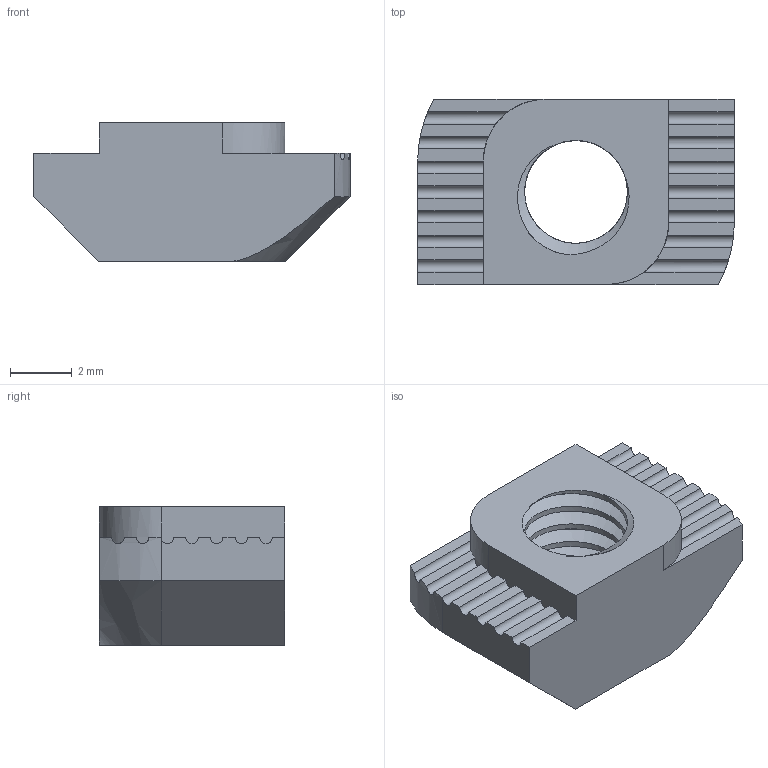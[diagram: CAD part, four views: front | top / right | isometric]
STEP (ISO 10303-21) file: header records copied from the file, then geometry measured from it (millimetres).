
FILE_DESCRIPTION(/* description */ (''),/* implementation_level */ '2;1');
FILE_NAME(/* name */ 'JAL- M4 T-Nut for 2020 extrusion.step',/* time_stamp */ '2021-03-27T15:18:30-06:00',/* author */ (''),/* organization */ (''),/* preprocessor_version */ 'ST-DEVELOPER v18.1',/* originating_system */ 'Autodesk Translation Framework v9.10.0.1330',/* authorisation */ '');
FILE_SCHEMA (('AUTOMOTIVE_DESIGN { 1 0 10303 214 3 1 1 }'));
Length unit declared in the file: millimetre
Products named in the file (2): M4 T-Nut for 2020 extrusion; M4 T-Nut for 2020 extrusion_1
Assembly tree (1 placements, depth 2):
  M4 T-Nut for 2020 extrusion
    M4 T-Nut for 2020 extrusion_1
Bounding box: 10.25 x 6 x 4.5 mm (x, y, z)
Volume: 170.9 mm3; surface area: 301.2 mm2
Topology: 1 solids, 1 shells, 63 faces, 177 edges, 116 vertices
Faces by surface type: cylinder 33, plane 26, bspline 2, cone 2
Full cylindrical faces by diameter (mm): 3.332 x2, 4.109 x1
Entity records: 3255 total; most frequent: CARTESIAN_POINT 1621, ORIENTED_EDGE 354, DIRECTION 303, EDGE_CURVE 177, VERTEX_POINT 116, AXIS2_PLACEMENT_3D 106, LINE 91, VECTOR 91
